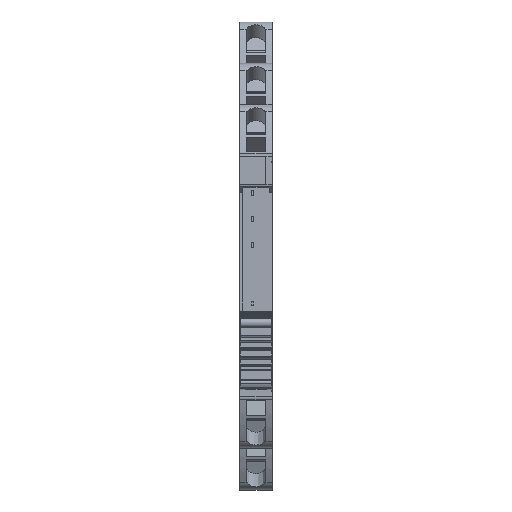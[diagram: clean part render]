
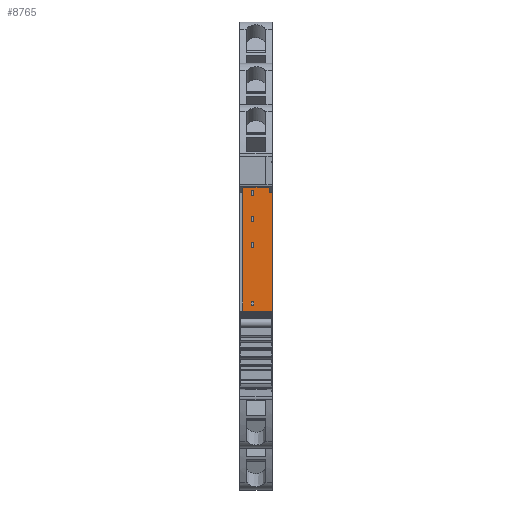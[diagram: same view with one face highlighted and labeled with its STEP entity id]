
A CAD part, top view. The second image highlights one B-rep face of the part: STEP entity #8765.
In plain terms, the highlighted planar face has unit normal (0, 0, 1).
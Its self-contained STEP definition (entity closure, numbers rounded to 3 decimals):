
#8543=AXIS2_PLACEMENT_3D('Plane Axis2P3D',#8540,#8541,#8542) ;
#132=CARTESIAN_POINT('Line Origine',(0.6,44.455,67.417)) ;
#136=CARTESIAN_POINT('Vertex',(0.6,30.449,67.417)) ;
#138=CARTESIAN_POINT('Vertex',(0.6,58.46,67.417)) ;
#7661=CARTESIAN_POINT('Line Origine',(3.15,58.46,67.417)) ;
#7665=CARTESIAN_POINT('Vertex',(5.7,58.46,67.417)) ;
#8540=CARTESIAN_POINT('Axis2P3D Location',(0.,62.413,67.417)) ;
#8545=CARTESIAN_POINT('Line Origine',(3.15,30.449,67.417)) ;
#8549=CARTESIAN_POINT('Vertex',(5.7,30.449,67.417)) ;
#8552=CARTESIAN_POINT('Line Origine',(5.7,30.952,67.417)) ;
#8556=CARTESIAN_POINT('Vertex',(5.7,31.455,67.417)) ;
#8559=CARTESIAN_POINT('Line Origine',(6.,31.455,67.417)) ;
#8563=CARTESIAN_POINT('Vertex',(6.3,31.455,67.417)) ;
#8566=CARTESIAN_POINT('Line Origine',(6.3,44.455,67.417)) ;
#8570=CARTESIAN_POINT('Vertex',(6.3,57.455,67.417)) ;
#8573=CARTESIAN_POINT('Line Origine',(6.,57.455,67.417)) ;
#8577=CARTESIAN_POINT('Vertex',(5.7,57.455,67.417)) ;
#8580=CARTESIAN_POINT('Line Origine',(5.7,57.957,67.417)) ;
#8595=CARTESIAN_POINT('Line Origine',(2.75,32.255,67.417)) ;
#8599=CARTESIAN_POINT('Vertex',(2.75,31.905,67.417)) ;
#8601=CARTESIAN_POINT('Vertex',(2.75,32.605,67.417)) ;
#8604=CARTESIAN_POINT('Line Origine',(2.5,31.905,67.417)) ;
#8608=CARTESIAN_POINT('Vertex',(2.25,31.905,67.417)) ;
#8611=CARTESIAN_POINT('Line Origine',(2.25,32.255,67.417)) ;
#8615=CARTESIAN_POINT('Vertex',(2.25,32.605,67.417)) ;
#8618=CARTESIAN_POINT('Line Origine',(2.5,32.605,67.417)) ;
#8629=CARTESIAN_POINT('Line Origine',(2.75,36.035,67.417)) ;
#8633=CARTESIAN_POINT('Vertex',(2.75,35.685,67.417)) ;
#8635=CARTESIAN_POINT('Vertex',(2.75,36.385,67.417)) ;
#8638=CARTESIAN_POINT('Line Origine',(2.5,35.685,67.417)) ;
#8642=CARTESIAN_POINT('Vertex',(2.25,35.685,67.417)) ;
#8645=CARTESIAN_POINT('Line Origine',(2.25,36.035,67.417)) ;
#8649=CARTESIAN_POINT('Vertex',(2.25,36.385,67.417)) ;
#8652=CARTESIAN_POINT('Line Origine',(2.5,36.385,67.417)) ;
#8663=CARTESIAN_POINT('Line Origine',(2.25,47.375,67.417)) ;
#8667=CARTESIAN_POINT('Vertex',(2.25,46.875,67.417)) ;
#8669=CARTESIAN_POINT('Vertex',(2.25,47.875,67.417)) ;
#8672=CARTESIAN_POINT('Line Origine',(2.5,47.875,67.417)) ;
#8676=CARTESIAN_POINT('Vertex',(2.75,47.875,67.417)) ;
#8679=CARTESIAN_POINT('Line Origine',(2.75,47.375,67.417)) ;
#8683=CARTESIAN_POINT('Vertex',(2.75,46.875,67.417)) ;
#8686=CARTESIAN_POINT('Line Origine',(2.5,46.875,67.417)) ;
#8697=CARTESIAN_POINT('Line Origine',(2.75,52.415,67.417)) ;
#8701=CARTESIAN_POINT('Vertex',(2.75,51.915,67.417)) ;
#8703=CARTESIAN_POINT('Vertex',(2.75,52.915,67.417)) ;
#8706=CARTESIAN_POINT('Line Origine',(2.5,51.915,67.417)) ;
#8710=CARTESIAN_POINT('Vertex',(2.25,51.915,67.417)) ;
#8713=CARTESIAN_POINT('Line Origine',(2.25,52.415,67.417)) ;
#8717=CARTESIAN_POINT('Vertex',(2.25,52.915,67.417)) ;
#8720=CARTESIAN_POINT('Line Origine',(2.5,52.915,67.417)) ;
#8731=CARTESIAN_POINT('Line Origine',(2.5,56.955,67.417)) ;
#8735=CARTESIAN_POINT('Vertex',(2.75,56.955,67.417)) ;
#8737=CARTESIAN_POINT('Vertex',(2.25,56.955,67.417)) ;
#8740=CARTESIAN_POINT('Line Origine',(2.25,57.455,67.417)) ;
#8744=CARTESIAN_POINT('Vertex',(2.25,57.955,67.417)) ;
#8747=CARTESIAN_POINT('Line Origine',(2.5,57.955,67.417)) ;
#8751=CARTESIAN_POINT('Vertex',(2.75,57.955,67.417)) ;
#8754=CARTESIAN_POINT('Line Origine',(2.75,57.455,67.417)) ;
#133=DIRECTION('Vector Direction',(0.,1.,0.)) ;
#7662=DIRECTION('Vector Direction',(-1.,0.,0.)) ;
#8541=DIRECTION('Axis2P3D Direction',(0.,0.,1.)) ;
#8542=DIRECTION('Axis2P3D XDirection',(0.,-1.,0.)) ;
#8546=DIRECTION('Vector Direction',(-1.,0.,0.)) ;
#8553=DIRECTION('Vector Direction',(0.,-1.,0.)) ;
#8560=DIRECTION('Vector Direction',(-1.,0.,0.)) ;
#8567=DIRECTION('Vector Direction',(0.,-1.,0.)) ;
#8574=DIRECTION('Vector Direction',(-1.,0.,0.)) ;
#8581=DIRECTION('Vector Direction',(0.,-1.,0.)) ;
#8596=DIRECTION('Vector Direction',(0.,1.,0.)) ;
#8605=DIRECTION('Vector Direction',(-1.,0.,0.)) ;
#8612=DIRECTION('Vector Direction',(0.,1.,0.)) ;
#8619=DIRECTION('Vector Direction',(-1.,0.,0.)) ;
#8630=DIRECTION('Vector Direction',(0.,1.,0.)) ;
#8639=DIRECTION('Vector Direction',(-1.,0.,0.)) ;
#8646=DIRECTION('Vector Direction',(0.,1.,0.)) ;
#8653=DIRECTION('Vector Direction',(-1.,0.,0.)) ;
#8664=DIRECTION('Vector Direction',(0.,1.,0.)) ;
#8673=DIRECTION('Vector Direction',(-1.,0.,0.)) ;
#8680=DIRECTION('Vector Direction',(0.,1.,0.)) ;
#8687=DIRECTION('Vector Direction',(-1.,0.,0.)) ;
#8698=DIRECTION('Vector Direction',(0.,1.,0.)) ;
#8707=DIRECTION('Vector Direction',(-1.,0.,0.)) ;
#8714=DIRECTION('Vector Direction',(0.,1.,0.)) ;
#8721=DIRECTION('Vector Direction',(-1.,0.,0.)) ;
#8732=DIRECTION('Vector Direction',(-1.,0.,0.)) ;
#8741=DIRECTION('Vector Direction',(0.,1.,0.)) ;
#8748=DIRECTION('Vector Direction',(-1.,0.,0.)) ;
#8755=DIRECTION('Vector Direction',(0.,1.,0.)) ;
#134=VECTOR('Line Direction',#133,1.) ;
#7663=VECTOR('Line Direction',#7662,1.) ;
#8547=VECTOR('Line Direction',#8546,1.) ;
#8554=VECTOR('Line Direction',#8553,1.) ;
#8561=VECTOR('Line Direction',#8560,1.) ;
#8568=VECTOR('Line Direction',#8567,1.) ;
#8575=VECTOR('Line Direction',#8574,1.) ;
#8582=VECTOR('Line Direction',#8581,1.) ;
#8597=VECTOR('Line Direction',#8596,1.) ;
#8606=VECTOR('Line Direction',#8605,1.) ;
#8613=VECTOR('Line Direction',#8612,1.) ;
#8620=VECTOR('Line Direction',#8619,1.) ;
#8631=VECTOR('Line Direction',#8630,1.) ;
#8640=VECTOR('Line Direction',#8639,1.) ;
#8647=VECTOR('Line Direction',#8646,1.) ;
#8654=VECTOR('Line Direction',#8653,1.) ;
#8665=VECTOR('Line Direction',#8664,1.) ;
#8674=VECTOR('Line Direction',#8673,1.) ;
#8681=VECTOR('Line Direction',#8680,1.) ;
#8688=VECTOR('Line Direction',#8687,1.) ;
#8699=VECTOR('Line Direction',#8698,1.) ;
#8708=VECTOR('Line Direction',#8707,1.) ;
#8715=VECTOR('Line Direction',#8714,1.) ;
#8722=VECTOR('Line Direction',#8721,1.) ;
#8733=VECTOR('Line Direction',#8732,1.) ;
#8742=VECTOR('Line Direction',#8741,1.) ;
#8749=VECTOR('Line Direction',#8748,1.) ;
#8756=VECTOR('Line Direction',#8755,1.) ;
#8586=ORIENTED_EDGE('',*,*,#8551,.F.) ;
#8587=ORIENTED_EDGE('',*,*,#8558,.T.) ;
#8588=ORIENTED_EDGE('',*,*,#8565,.F.) ;
#8589=ORIENTED_EDGE('',*,*,#8572,.F.) ;
#8590=ORIENTED_EDGE('',*,*,#8579,.T.) ;
#8591=ORIENTED_EDGE('',*,*,#8584,.F.) ;
#8592=ORIENTED_EDGE('',*,*,#7667,.F.) ;
#8593=ORIENTED_EDGE('',*,*,#140,.F.) ;
#8624=ORIENTED_EDGE('',*,*,#8603,.F.) ;
#8625=ORIENTED_EDGE('',*,*,#8610,.T.) ;
#8626=ORIENTED_EDGE('',*,*,#8617,.T.) ;
#8627=ORIENTED_EDGE('',*,*,#8622,.F.) ;
#8658=ORIENTED_EDGE('',*,*,#8637,.F.) ;
#8659=ORIENTED_EDGE('',*,*,#8644,.T.) ;
#8660=ORIENTED_EDGE('',*,*,#8651,.T.) ;
#8661=ORIENTED_EDGE('',*,*,#8656,.F.) ;
#8692=ORIENTED_EDGE('',*,*,#8671,.T.) ;
#8693=ORIENTED_EDGE('',*,*,#8678,.F.) ;
#8694=ORIENTED_EDGE('',*,*,#8685,.F.) ;
#8695=ORIENTED_EDGE('',*,*,#8690,.T.) ;
#8726=ORIENTED_EDGE('',*,*,#8705,.F.) ;
#8727=ORIENTED_EDGE('',*,*,#8712,.T.) ;
#8728=ORIENTED_EDGE('',*,*,#8719,.T.) ;
#8729=ORIENTED_EDGE('',*,*,#8724,.F.) ;
#8760=ORIENTED_EDGE('',*,*,#8739,.T.) ;
#8761=ORIENTED_EDGE('',*,*,#8746,.T.) ;
#8762=ORIENTED_EDGE('',*,*,#8753,.F.) ;
#8763=ORIENTED_EDGE('',*,*,#8758,.F.) ;
#8628=FACE_BOUND('',#8623,.T.) ;
#8662=FACE_BOUND('',#8657,.T.) ;
#8696=FACE_BOUND('',#8691,.T.) ;
#8730=FACE_BOUND('',#8725,.T.) ;
#8764=FACE_BOUND('',#8759,.T.) ;
#8765=ADVANCED_FACE('Brep With Voids',(#8594,#8628,#8662,#8696,#8730,#8764),#8544,.T.) ;
#140=EDGE_CURVE('',#137,#139,#135,.T.) ;
#7667=EDGE_CURVE('',#139,#7666,#7664,.F.) ;
#8551=EDGE_CURVE('',#8550,#137,#8548,.T.) ;
#8558=EDGE_CURVE('',#8550,#8557,#8555,.F.) ;
#8565=EDGE_CURVE('',#8564,#8557,#8562,.T.) ;
#8572=EDGE_CURVE('',#8571,#8564,#8569,.T.) ;
#8579=EDGE_CURVE('',#8571,#8578,#8576,.T.) ;
#8584=EDGE_CURVE('',#7666,#8578,#8583,.T.) ;
#8603=EDGE_CURVE('',#8600,#8602,#8598,.T.) ;
#8610=EDGE_CURVE('',#8600,#8609,#8607,.T.) ;
#8617=EDGE_CURVE('',#8609,#8616,#8614,.T.) ;
#8622=EDGE_CURVE('',#8602,#8616,#8621,.T.) ;
#8637=EDGE_CURVE('',#8634,#8636,#8632,.T.) ;
#8644=EDGE_CURVE('',#8634,#8643,#8641,.T.) ;
#8651=EDGE_CURVE('',#8643,#8650,#8648,.T.) ;
#8656=EDGE_CURVE('',#8636,#8650,#8655,.T.) ;
#8671=EDGE_CURVE('',#8668,#8670,#8666,.T.) ;
#8678=EDGE_CURVE('',#8677,#8670,#8675,.T.) ;
#8685=EDGE_CURVE('',#8684,#8677,#8682,.T.) ;
#8690=EDGE_CURVE('',#8684,#8668,#8689,.T.) ;
#8705=EDGE_CURVE('',#8702,#8704,#8700,.T.) ;
#8712=EDGE_CURVE('',#8702,#8711,#8709,.T.) ;
#8719=EDGE_CURVE('',#8711,#8718,#8716,.T.) ;
#8724=EDGE_CURVE('',#8704,#8718,#8723,.T.) ;
#8739=EDGE_CURVE('',#8736,#8738,#8734,.T.) ;
#8746=EDGE_CURVE('',#8738,#8745,#8743,.T.) ;
#8753=EDGE_CURVE('',#8752,#8745,#8750,.T.) ;
#8758=EDGE_CURVE('',#8736,#8752,#8757,.T.) ;
#8585=EDGE_LOOP('',(#8586,#8587,#8588,#8589,#8590,#8591,#8592,#8593)) ;
#8623=EDGE_LOOP('',(#8624,#8625,#8626,#8627)) ;
#8657=EDGE_LOOP('',(#8658,#8659,#8660,#8661)) ;
#8691=EDGE_LOOP('',(#8692,#8693,#8694,#8695)) ;
#8725=EDGE_LOOP('',(#8726,#8727,#8728,#8729)) ;
#8759=EDGE_LOOP('',(#8760,#8761,#8762,#8763)) ;
#8594=FACE_OUTER_BOUND('',#8585,.T.) ;
#135=LINE('Line',#132,#134) ;
#7664=LINE('Line',#7661,#7663) ;
#8548=LINE('Line',#8545,#8547) ;
#8555=LINE('Line',#8552,#8554) ;
#8562=LINE('Line',#8559,#8561) ;
#8569=LINE('Line',#8566,#8568) ;
#8576=LINE('Line',#8573,#8575) ;
#8583=LINE('Line',#8580,#8582) ;
#8598=LINE('Line',#8595,#8597) ;
#8607=LINE('Line',#8604,#8606) ;
#8614=LINE('Line',#8611,#8613) ;
#8621=LINE('Line',#8618,#8620) ;
#8632=LINE('Line',#8629,#8631) ;
#8641=LINE('Line',#8638,#8640) ;
#8648=LINE('Line',#8645,#8647) ;
#8655=LINE('Line',#8652,#8654) ;
#8666=LINE('Line',#8663,#8665) ;
#8675=LINE('Line',#8672,#8674) ;
#8682=LINE('Line',#8679,#8681) ;
#8689=LINE('Line',#8686,#8688) ;
#8700=LINE('Line',#8697,#8699) ;
#8709=LINE('Line',#8706,#8708) ;
#8716=LINE('Line',#8713,#8715) ;
#8723=LINE('Line',#8720,#8722) ;
#8734=LINE('Line',#8731,#8733) ;
#8743=LINE('Line',#8740,#8742) ;
#8750=LINE('Line',#8747,#8749) ;
#8757=LINE('Line',#8754,#8756) ;
#8544=PLANE('',#8543) ;
#137=VERTEX_POINT('',#136) ;
#139=VERTEX_POINT('',#138) ;
#7666=VERTEX_POINT('',#7665) ;
#8550=VERTEX_POINT('',#8549) ;
#8557=VERTEX_POINT('',#8556) ;
#8564=VERTEX_POINT('',#8563) ;
#8571=VERTEX_POINT('',#8570) ;
#8578=VERTEX_POINT('',#8577) ;
#8600=VERTEX_POINT('',#8599) ;
#8602=VERTEX_POINT('',#8601) ;
#8609=VERTEX_POINT('',#8608) ;
#8616=VERTEX_POINT('',#8615) ;
#8634=VERTEX_POINT('',#8633) ;
#8636=VERTEX_POINT('',#8635) ;
#8643=VERTEX_POINT('',#8642) ;
#8650=VERTEX_POINT('',#8649) ;
#8668=VERTEX_POINT('',#8667) ;
#8670=VERTEX_POINT('',#8669) ;
#8677=VERTEX_POINT('',#8676) ;
#8684=VERTEX_POINT('',#8683) ;
#8702=VERTEX_POINT('',#8701) ;
#8704=VERTEX_POINT('',#8703) ;
#8711=VERTEX_POINT('',#8710) ;
#8718=VERTEX_POINT('',#8717) ;
#8736=VERTEX_POINT('',#8735) ;
#8738=VERTEX_POINT('',#8737) ;
#8745=VERTEX_POINT('',#8744) ;
#8752=VERTEX_POINT('',#8751) ;
